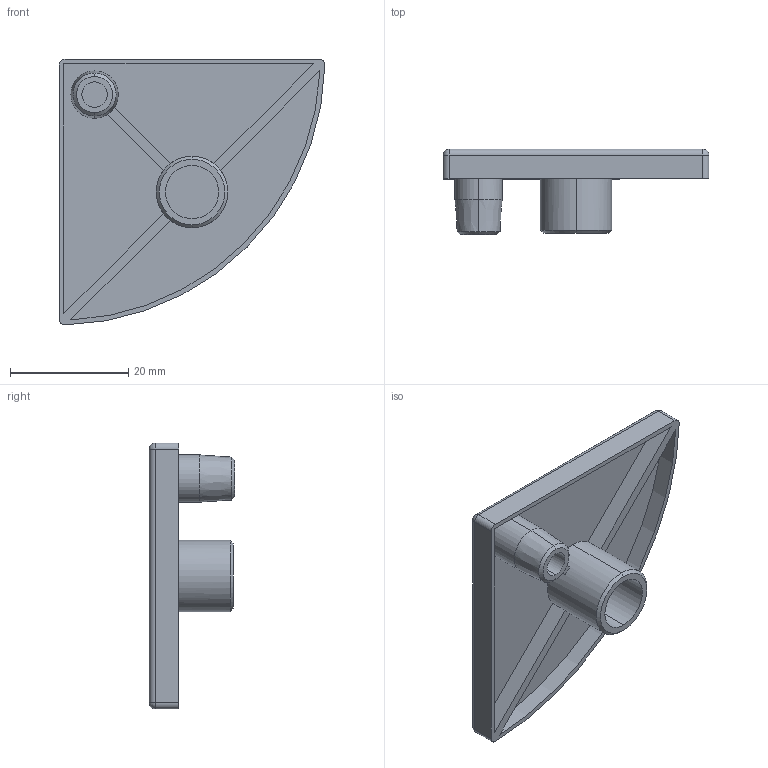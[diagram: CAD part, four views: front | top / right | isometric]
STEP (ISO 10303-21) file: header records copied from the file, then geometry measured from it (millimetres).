
FILE_DESCRIPTION (( 'STEP AP214' ), '1' );
FILE_NAME ('Ñáîðêà2.STEP', '2015-12-21T13:29:45', ( '' ), ( '' ), 'SwSTEP 2.0', 'SolidWorks 2014', '' );
FILE_SCHEMA (( 'AUTOMOTIVE_DESIGN' ));
Length unit declared in the file: millimetre
Products named in the file (3): SNSD.30.53.13. Çàãëóøêà òîðöåâàÿ 45õ45R(F22); 栖闉罻2; SNSD.30.53.13. Çàãëóøêà òîðöåâàÿ 45õ45R(F22)_00
Assembly tree (1 placements, depth 2):
  SNSD.30.53.13. Çàãëóøêà òîðöåâàÿ 45õ45R(F22)
  栖闉罻2
    SNSD.30.53.13. Çàãëóøêà òîðöåâàÿ 45õ45R(F22)_00
Bounding box: 44.99 x 14.5 x 44.99 mm (x, y, z)
Volume: 4856.8 mm3; surface area: 5961.8 mm2
Topology: 1 solids, 1 shells, 44 faces, 105 edges, 63 vertices
Faces by surface type: plane 19, cylinder 15, cone 6, sphere 3, torus 1
Entity records: 1334 total; most frequent: DIRECTION 247, CARTESIAN_POINT 214, ORIENTED_EDGE 204, EDGE_CURVE 102, AXIS2_PLACEMENT_3D 96, VERTEX_POINT 63, VECTOR 55, LINE 55
